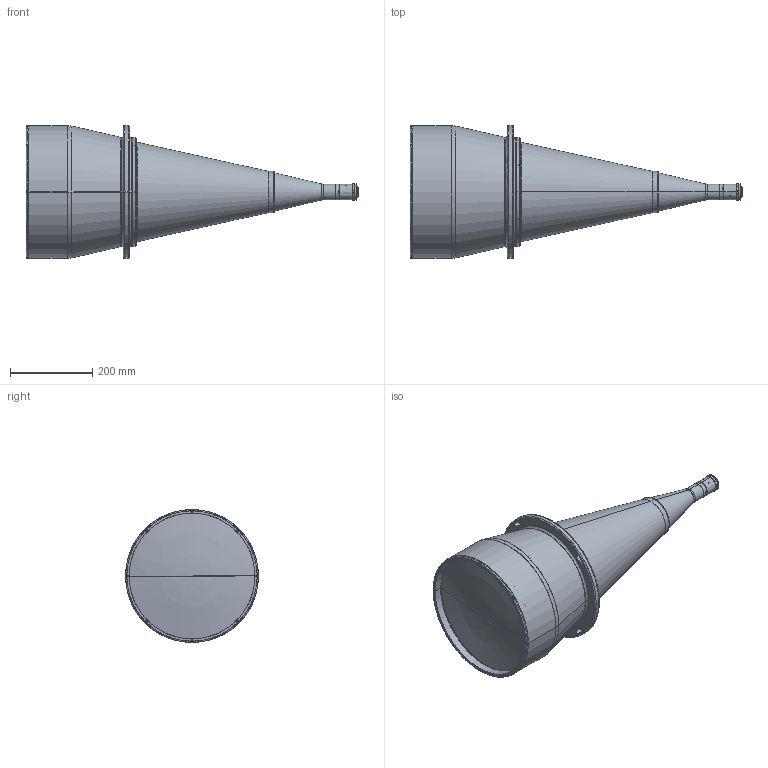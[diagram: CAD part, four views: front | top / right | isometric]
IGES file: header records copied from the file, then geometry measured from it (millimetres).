
Start section: SolidWorks IGES file using analytic representation for surfaces
Global section: file name: DP26403_TC3MHR240-C.igs; native system: SolidWorks 2020; preprocessor: SolidWorks 2020; author: andreava; date: 200904.120813; units: millimetre
Bounding box: 805.1 x 322 x 322 mm (x, y, z)
Surface area: 715493.3 mm2 (no closed solid volume)
Topology: 0 solids, 0 shells, 306 faces, 6087 edges, 6086 vertices
Faces by surface type: bspline 167, revolution 139
